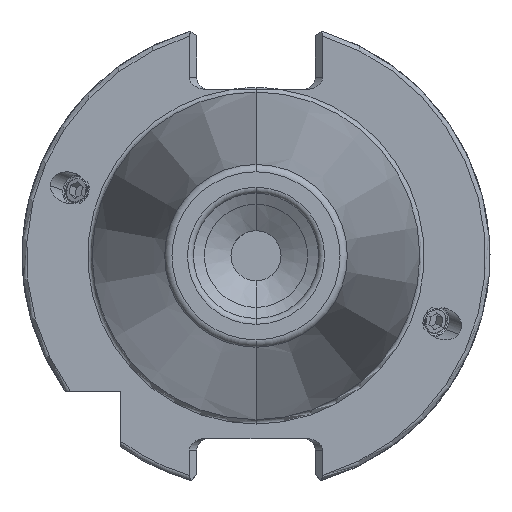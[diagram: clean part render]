
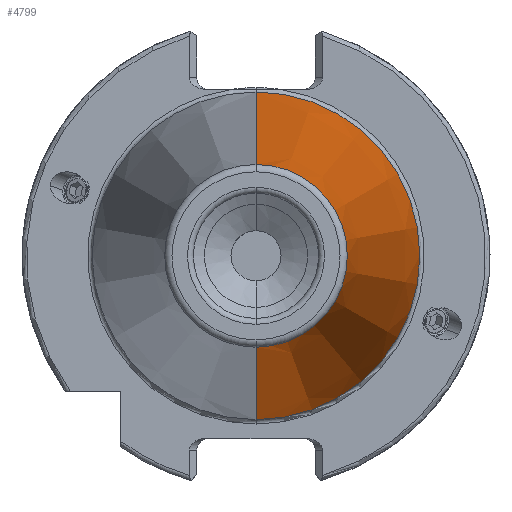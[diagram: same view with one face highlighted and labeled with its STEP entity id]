
A CAD part, left-side view. The second image highlights one B-rep face of the part: STEP entity #4799.
In plain terms, the highlighted conical face has half-angle 8.297 degrees and reference radius 22.225 mm.
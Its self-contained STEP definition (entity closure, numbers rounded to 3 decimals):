
#283 = EDGE_CURVE ( 'NONE', #1478, #6594, #7166, .T. ) ;
#448 = CARTESIAN_POINT ( 'NONE',  ( 0., 0., 0. ) ) ;
#836 = LINE ( 'NONE', #7212, #2661 ) ;
#908 = CIRCLE ( 'NONE', #3461, 12.397 ) ;
#1245 = DIRECTION ( 'NONE',  ( -1., 0., 0. ) ) ;
#1478 = VERTEX_POINT ( 'NONE', #4938 ) ;
#1572 = DIRECTION ( 'NONE',  ( 1., 0., 0. ) ) ;
#1606 = CONICAL_SURFACE ( 'NONE', #1738, 22.225, 0.145 ) ;
#1738 = AXIS2_PLACEMENT_3D ( 'NONE', #5589, #1572, #8158 ) ;
#2061 = VERTEX_POINT ( 'NONE', #4568 ) ;
#2200 = EDGE_LOOP ( 'NONE', ( #2726, #2900, #7795, #7411 ) ) ;
#2569 = EDGE_CURVE ( 'NONE', #2061, #3181, #908, .T. ) ;
#2589 = EDGE_CURVE ( 'NONE', #3181, #6594, #836, .T. ) ;
#2661 = VECTOR ( 'NONE', #4646, 1000. ) ;
#2726 = ORIENTED_EDGE ( 'NONE', *, *, #2589, .F. ) ;
#2742 = CARTESIAN_POINT ( 'NONE',  ( -67.394, 0., 0. ) ) ;
#2900 = ORIENTED_EDGE ( 'NONE', *, *, #2569, .F. ) ;
#3181 = VERTEX_POINT ( 'NONE', #4860 ) ;
#3461 = AXIS2_PLACEMENT_3D ( 'NONE', #2742, #1245, #4474 ) ;
#3549 = EDGE_CURVE ( 'NONE', #2061, #1478, #5513, .T. ) ;
#3613 = VECTOR ( 'NONE', #3715, 1000. ) ;
#3715 = DIRECTION ( 'NONE',  ( 0.99, 0., -0.144 ) ) ;
#4217 = FACE_OUTER_BOUND ( 'NONE', #2200, .T. ) ;
#4474 = DIRECTION ( 'NONE',  ( 0., 0., 1. ) ) ;
#4568 = CARTESIAN_POINT ( 'NONE',  ( -67.394, 0., -12.397 ) ) ;
#4603 = CARTESIAN_POINT ( 'NONE',  ( 0., 0., 22.225 ) ) ;
#4646 = DIRECTION ( 'NONE',  ( 0.99, 0., 0.144 ) ) ;
#4799 = ADVANCED_FACE ( 'NONE', ( #4217 ), #1606, .T. ) ;
#4860 = CARTESIAN_POINT ( 'NONE',  ( -67.394, 0., 12.397 ) ) ;
#4938 = CARTESIAN_POINT ( 'NONE',  ( 0., 0., -22.225 ) ) ;
#4974 = DIRECTION ( 'NONE',  ( 0., 0., 1. ) ) ;
#5513 = LINE ( 'NONE', #6188, #3613 ) ;
#5589 = CARTESIAN_POINT ( 'NONE',  ( 0., 0., 0. ) ) ;
#5697 = AXIS2_PLACEMENT_3D ( 'NONE', #448, #6235, #4974 ) ;
#6188 = CARTESIAN_POINT ( 'NONE',  ( 0., 0., -22.225 ) ) ;
#6235 = DIRECTION ( 'NONE',  ( -1., 0., 0. ) ) ;
#6594 = VERTEX_POINT ( 'NONE', #4603 ) ;
#7166 = CIRCLE ( 'NONE', #5697, 22.225 ) ;
#7212 = CARTESIAN_POINT ( 'NONE',  ( 0., 0., 22.225 ) ) ;
#7411 = ORIENTED_EDGE ( 'NONE', *, *, #283, .T. ) ;
#7795 = ORIENTED_EDGE ( 'NONE', *, *, #3549, .T. ) ;
#8158 = DIRECTION ( 'NONE',  ( 0., 0., -1. ) ) ;
